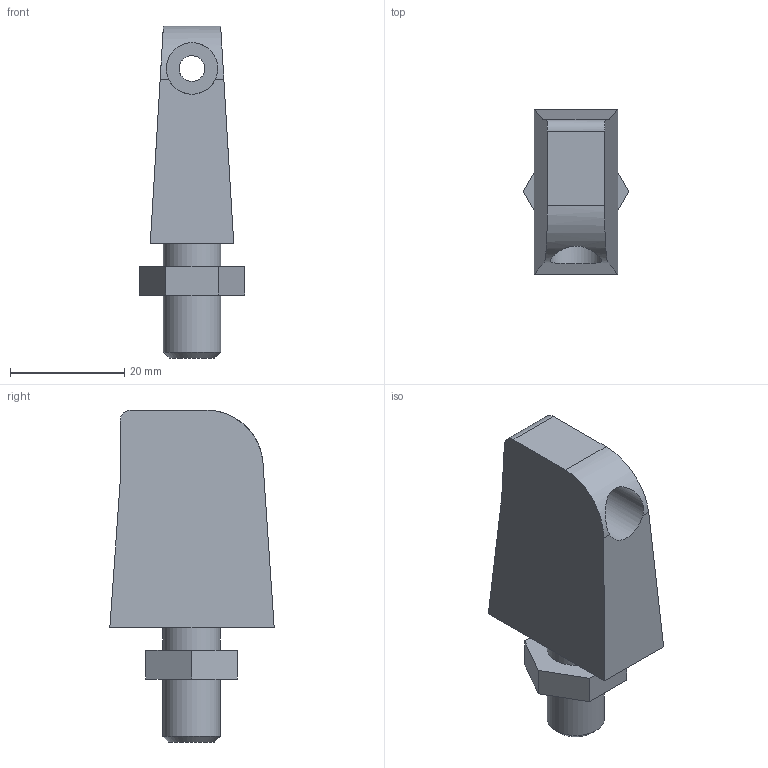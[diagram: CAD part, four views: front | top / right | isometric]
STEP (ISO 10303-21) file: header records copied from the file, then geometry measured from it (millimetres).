
FILE_DESCRIPTION(/* description */ (''),/* implementation_level */ '2;1');
FILE_NAME(/* name */ 'att_nastro_tir_x3.stp',/* time_stamp */ '2013-07-12T10:25:12+02:00',/* author */ (''),/* organization */ (''),/* preprocessor_version */ 'ST-DEVELOPER v14',/* originating_system */ 'SIEMENS PLM Software NX 8.0',/* authorisation */ '');
FILE_SCHEMA (('CONFIG_CONTROL_DESIGN'));
Length unit declared in the file: millimetre
Products named in the file (1): attacco nastro tirante test
Bounding box: 18.48 x 28.72 x 58 mm (x, y, z)
Volume: 13356.2 mm3; surface area: 5019.3 mm2
Topology: 1 solids, 1 shells, 24 faces, 56 edges, 37 vertices
Faces by surface type: plane 17, cylinder 6, cone 1
Full cylindrical faces by diameter (mm): 4.5 x1, 9 x1, 10 x2
Entity records: 774 total; most frequent: CARTESIAN_POINT 151, ORIENTED_EDGE 112, DIRECTION 103, EDGE_CURVE 56, LINE 37, VECTOR 37, VERTEX_POINT 37, AXIS2_PLACEMENT_3D 33
